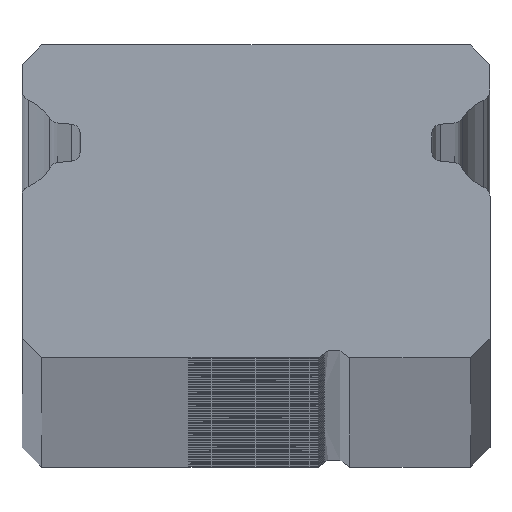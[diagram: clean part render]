
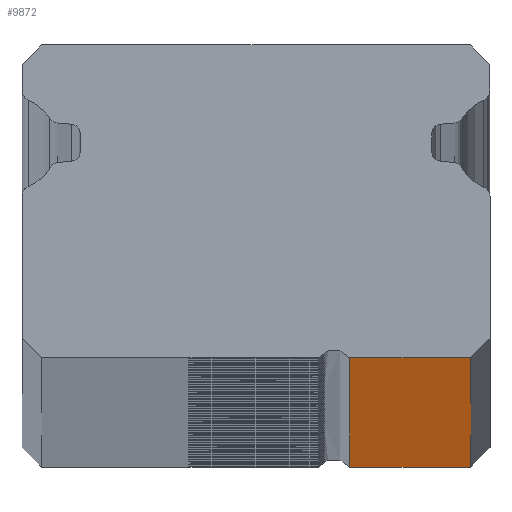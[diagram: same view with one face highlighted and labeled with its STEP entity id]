
A CAD part, top view. The second image highlights one B-rep face of the part: STEP entity #9872.
In plain terms, the highlighted planar face has unit normal (0, -1, 0).
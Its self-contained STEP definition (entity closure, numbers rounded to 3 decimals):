
#1113 = DIRECTION ( 'NONE',  ( 1., 0., 0. ) ) ;
#1986 = CARTESIAN_POINT ( 'NONE',  ( 5.484, -5.5, 800. ) ) ;
#2028 = VECTOR ( 'NONE', #4706, 1000. ) ;
#2276 = VECTOR ( 'NONE', #12854, 1000. ) ;
#2697 = CARTESIAN_POINT ( 'NONE',  ( 5.484, -5.5, -800. ) ) ;
#2703 = EDGE_LOOP ( 'NONE', ( #12254, #3841, #5594, #6815 ) ) ;
#3439 = CARTESIAN_POINT ( 'NONE',  ( 2.393, -5.5, -800. ) ) ;
#3592 = CARTESIAN_POINT ( 'NONE',  ( 2.393, -5.5, -800. ) ) ;
#3841 = ORIENTED_EDGE ( 'NONE', *, *, #12290, .F. ) ;
#3901 = LINE ( 'NONE', #1986, #7258 ) ;
#3907 = PLANE ( 'NONE',  #10363 ) ;
#4706 = DIRECTION ( 'NONE',  ( 1., 0., 0. ) ) ;
#4950 = CARTESIAN_POINT ( 'NONE',  ( 2.393, -5.5, 800. ) ) ;
#4963 = FACE_OUTER_BOUND ( 'NONE', #2703, .T. ) ;
#5541 = VERTEX_POINT ( 'NONE', #3439 ) ;
#5594 = ORIENTED_EDGE ( 'NONE', *, *, #12640, .F. ) ;
#6122 = EDGE_CURVE ( 'NONE', #5541, #7155, #7440, .T. ) ;
#6164 = DIRECTION ( 'NONE',  ( 0., 0., -1. ) ) ;
#6267 = LINE ( 'NONE', #11787, #2276 ) ;
#6563 = CARTESIAN_POINT ( 'NONE',  ( 2.393, -5.5, 800. ) ) ;
#6815 = ORIENTED_EDGE ( 'NONE', *, *, #7770, .T. ) ;
#7149 = CARTESIAN_POINT ( 'NONE',  ( 5.484, -5.5, 800. ) ) ;
#7155 = VERTEX_POINT ( 'NONE', #2697 ) ;
#7258 = VECTOR ( 'NONE', #6164, 1000. ) ;
#7280 = VERTEX_POINT ( 'NONE', #7149 ) ;
#7440 = LINE ( 'NONE', #3592, #2028 ) ;
#7591 = VERTEX_POINT ( 'NONE', #6563 ) ;
#7770 = EDGE_CURVE ( 'NONE', #7591, #5541, #6267, .T. ) ;
#9144 = VECTOR ( 'NONE', #1113, 1000. ) ;
#9240 = DIRECTION ( 'NONE',  ( 0., 0., 1. ) ) ;
#9872 = ADVANCED_FACE ( 'NONE', ( #4963 ), #3907, .F. ) ;
#10363 = AXIS2_PLACEMENT_3D ( 'NONE', #4950, #11218, #9240 ) ;
#11218 = DIRECTION ( 'NONE',  ( 0., 1., 0. ) ) ;
#11522 = LINE ( 'NONE', #12228, #9144 ) ;
#11787 = CARTESIAN_POINT ( 'NONE',  ( 2.393, -5.5, 800. ) ) ;
#12228 = CARTESIAN_POINT ( 'NONE',  ( 2.393, -5.5, 800. ) ) ;
#12254 = ORIENTED_EDGE ( 'NONE', *, *, #6122, .T. ) ;
#12290 = EDGE_CURVE ( 'NONE', #7280, #7155, #3901, .T. ) ;
#12640 = EDGE_CURVE ( 'NONE', #7591, #7280, #11522, .T. ) ;
#12854 = DIRECTION ( 'NONE',  ( 0., 0., -1. ) ) ;
